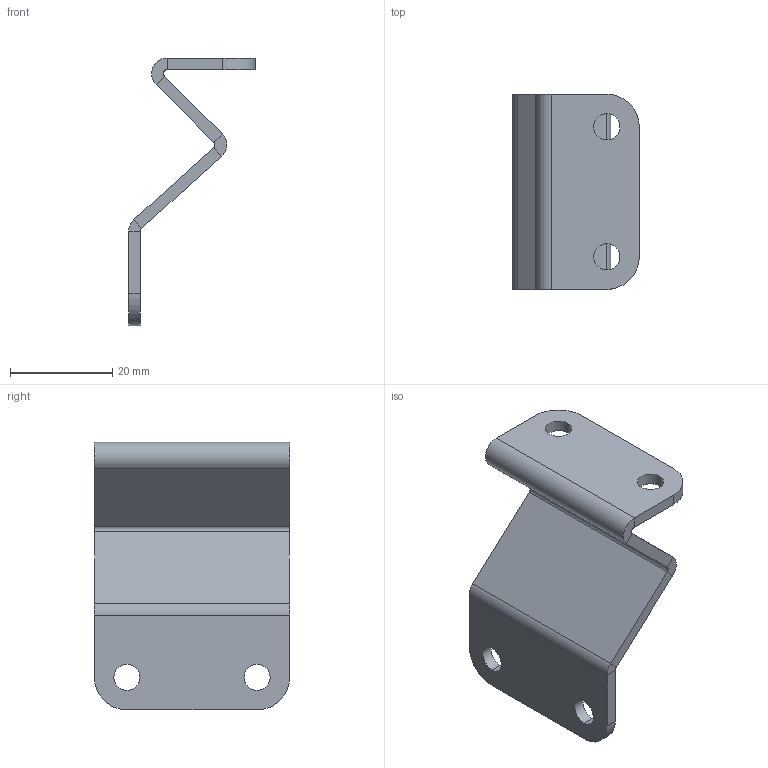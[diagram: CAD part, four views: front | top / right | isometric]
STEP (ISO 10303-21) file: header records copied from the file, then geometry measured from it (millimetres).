
FILE_DESCRIPTION (( 'STEP AP214' ), '1' );
FILE_NAME ('am-5411 Bucket Mount Clamp.STEP', '2024-02-14T21:18:06', ( '' ), ( '' ), 'SwSTEP 2.0', 'SolidWorks 2024', '' );
FILE_SCHEMA (( 'AUTOMOTIVE_DESIGN' ));
Length unit declared in the file: inch
Products named in the file (1): am-5411 Bucket Mount Clamp
Bounding box: 24.71 x 38.1 x 52.29 mm (x, y, z)
Volume: 6849 mm3; surface area: 6661.5 mm2
Topology: 1 solids, 1 shells, 42 faces, 96 edges, 56 vertices
Faces by surface type: plane 24, cylinder 18
Entity records: 1207 total; most frequent: DIRECTION 218, CARTESIAN_POINT 195, ORIENTED_EDGE 192, EDGE_CURVE 96, AXIS2_PLACEMENT_3D 79, LINE 60, VECTOR 60, VERTEX_POINT 56
